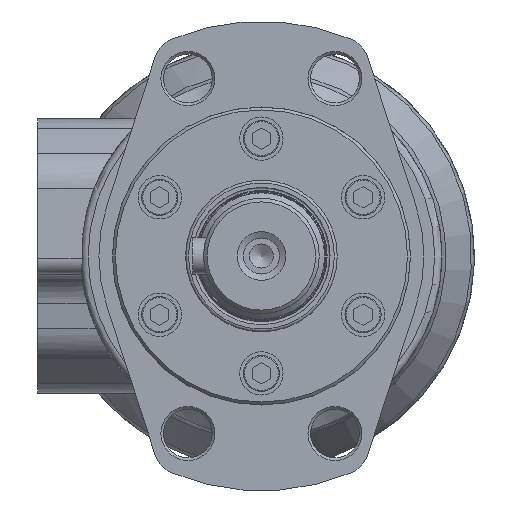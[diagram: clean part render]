
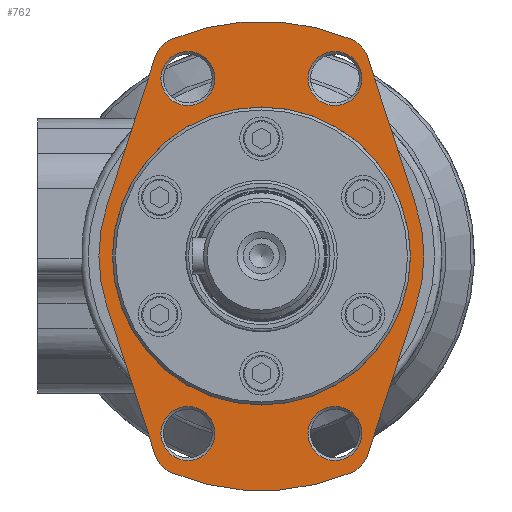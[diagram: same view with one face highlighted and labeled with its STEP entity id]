
A CAD part, left-side view. The second image highlights one B-rep face of the part: STEP entity #762.
In plain terms, the highlighted planar face has unit normal (-1, 0, 0).
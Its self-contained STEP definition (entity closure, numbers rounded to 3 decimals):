
#762 = ADVANCED_FACE( '', ( #1685, #1686, #1687, #1688, #1689, #1690 ), #1691, .F. );
#1685 = FACE_BOUND( '', #2885, .T. );
#1686 = FACE_BOUND( '', #2886, .T. );
#1687 = FACE_BOUND( '', #2887, .T. );
#1688 = FACE_BOUND( '', #2888, .T. );
#1689 = FACE_BOUND( '', #2889, .T. );
#1690 = FACE_OUTER_BOUND( '', #2890, .T. );
#1691 = PLANE( '', #2891 );
#2885 = EDGE_LOOP( '', ( #4528 ) );
#2886 = EDGE_LOOP( '', ( #4529 ) );
#2887 = EDGE_LOOP( '', ( #4530 ) );
#2888 = EDGE_LOOP( '', ( #4531 ) );
#2889 = EDGE_LOOP( '', ( #4532 ) );
#2890 = EDGE_LOOP( '', ( #4533, #4534, #4535, #4536, #4537, #4538, #4539, #4540, #4541, #4542, #4543, #4544 ) );
#2891 = AXIS2_PLACEMENT_3D( '', #4545, #4546, #4547 );
#4528 = ORIENTED_EDGE( '', *, *, #6480, .T. );
#4529 = ORIENTED_EDGE( '', *, *, #6481, .T. );
#4530 = ORIENTED_EDGE( '', *, *, #6482, .T. );
#4531 = ORIENTED_EDGE( '', *, *, #6483, .T. );
#4532 = ORIENTED_EDGE( '', *, *, #6004, .T. );
#4533 = ORIENTED_EDGE( '', *, *, #6484, .F. );
#4534 = ORIENTED_EDGE( '', *, *, #6485, .F. );
#4535 = ORIENTED_EDGE( '', *, *, #6466, .F. );
#4536 = ORIENTED_EDGE( '', *, *, #6486, .F. );
#4537 = ORIENTED_EDGE( '', *, *, #6487, .F. );
#4538 = ORIENTED_EDGE( '', *, *, #6358, .F. );
#4539 = ORIENTED_EDGE( '', *, *, #6488, .F. );
#4540 = ORIENTED_EDGE( '', *, *, #6489, .F. );
#4541 = ORIENTED_EDGE( '', *, *, #6274, .F. );
#4542 = ORIENTED_EDGE( '', *, *, #6490, .F. );
#4543 = ORIENTED_EDGE( '', *, *, #5998, .F. );
#4544 = ORIENTED_EDGE( '', *, *, #6491, .F. );
#4545 = CARTESIAN_POINT( '', ( 0., 21.79, 52.67 ) );
#4546 = DIRECTION( '', ( 1., 0., 0. ) );
#4547 = DIRECTION( '', ( 0., 0., -1. ) );
#5998 = EDGE_CURVE( '', #6881, #6882, #6883, .T. );
#6004 = EDGE_CURVE( '', #6892, #6892, #6893, .T. );
#6274 = EDGE_CURVE( '', #7346, #7347, #7348, .T. );
#6358 = EDGE_CURVE( '', #7484, #7485, #7486, .T. );
#6466 = EDGE_CURVE( '', #7654, #7655, #7656, .T. );
#6480 = EDGE_CURVE( '', #7674, #7674, #7675, .T. );
#6481 = EDGE_CURVE( '', #7676, #7676, #7677, .T. );
#6482 = EDGE_CURVE( '', #7678, #7678, #7679, .T. );
#6483 = EDGE_CURVE( '', #7680, #7680, #7681, .T. );
#6484 = EDGE_CURVE( '', #7682, #7683, #7684, .T. );
#6485 = EDGE_CURVE( '', #7655, #7682, #7685, .T. );
#6486 = EDGE_CURVE( '', #7686, #7654, #7687, .T. );
#6487 = EDGE_CURVE( '', #7485, #7686, #7688, .T. );
#6488 = EDGE_CURVE( '', #7689, #7484, #7690, .T. );
#6489 = EDGE_CURVE( '', #7347, #7689, #7691, .T. );
#6490 = EDGE_CURVE( '', #6882, #7346, #7692, .T. );
#6491 = EDGE_CURVE( '', #7683, #6881, #7693, .T. );
#6881 = VERTEX_POINT( '', #8182 );
#6882 = VERTEX_POINT( '', #8183 );
#6883 = CIRCLE( '', #8184, 8. );
#6892 = VERTEX_POINT( '', #8195 );
#6893 = CIRCLE( '', #8196, 7.48 );
#7346 = VERTEX_POINT( '', #8977 );
#7347 = VERTEX_POINT( '', #8978 );
#7348 = CIRCLE( '', #8979, 45. );
#7484 = VERTEX_POINT( '', #9166 );
#7485 = VERTEX_POINT( '', #9167 );
#7486 = CIRCLE( '', #9168, 65. );
#7654 = VERTEX_POINT( '', #9448 );
#7655 = VERTEX_POINT( '', #9449 );
#7656 = CIRCLE( '', #9450, 45. );
#7674 = VERTEX_POINT( '', #9470 );
#7675 = CIRCLE( '', #9471, 41.275 );
#7676 = VERTEX_POINT( '', #9472 );
#7677 = CIRCLE( '', #9473, 7.48 );
#7678 = VERTEX_POINT( '', #9474 );
#7679 = CIRCLE( '', #9475, 7.48 );
#7680 = VERTEX_POINT( '', #9476 );
#7681 = CIRCLE( '', #9477, 7.48 );
#7682 = VERTEX_POINT( '', #9478 );
#7683 = VERTEX_POINT( '', #9479 );
#7684 = CIRCLE( '', #9480, 8. );
#7685 = LINE( '', #9481, #9482 );
#7686 = VERTEX_POINT( '', #9483 );
#7687 = LINE( '', #9484, #9485 );
#7688 = CIRCLE( '', #9486, 8. );
#7689 = VERTEX_POINT( '', #9487 );
#7690 = CIRCLE( '', #9488, 8. );
#7691 = LINE( '', #9489, #9490 );
#7692 = LINE( '', #9491, #9492 );
#7693 = CIRCLE( '', #9493, 65. );
#8182 = CARTESIAN_POINT( '', ( 0., -24.849, 60.063 ) );
#8183 = CARTESIAN_POINT( '', ( 0., -29.399, 55.143 ) );
#8184 = AXIS2_PLACEMENT_3D( '', #10396, #10397, #10398 );
#8195 = CARTESIAN_POINT( '', ( 0., 20.359, -56.63 ) );
#8196 = AXIS2_PLACEMENT_3D( '', #10407, #10408, #10409 );
#8977 = CARTESIAN_POINT( '', ( 0., -42.798, 13.906 ) );
#8978 = CARTESIAN_POINT( '', ( 0., -42.798, -13.906 ) );
#8979 = AXIS2_PLACEMENT_3D( '', #10776, #10777, #10778 );
#9166 = CARTESIAN_POINT( '', ( 0., -24.849, -60.063 ) );
#9167 = CARTESIAN_POINT( '', ( 0., 24.849, -60.063 ) );
#9168 = AXIS2_PLACEMENT_3D( '', #10910, #10911, #10912 );
#9448 = CARTESIAN_POINT( '', ( 0., 42.798, -13.906 ) );
#9449 = CARTESIAN_POINT( '', ( 0., 42.798, 13.906 ) );
#9450 = AXIS2_PLACEMENT_3D( '', #11051, #11052, #11053 );
#9470 = CARTESIAN_POINT( '', ( 0., 0., -41.275 ) );
#9471 = AXIS2_PLACEMENT_3D( '', #11071, #11072, #11073 );
#9472 = CARTESIAN_POINT( '', ( 0., -20.359, -56.63 ) );
#9473 = AXIS2_PLACEMENT_3D( '', #11074, #11075, #11076 );
#9474 = CARTESIAN_POINT( '', ( 0., 20.359, 41.67 ) );
#9475 = AXIS2_PLACEMENT_3D( '', #11077, #11078, #11079 );
#9476 = CARTESIAN_POINT( '', ( 0., -20.359, 41.67 ) );
#9477 = AXIS2_PLACEMENT_3D( '', #11080, #11081, #11082 );
#9478 = CARTESIAN_POINT( '', ( 0., 29.399, 55.143 ) );
#9479 = CARTESIAN_POINT( '', ( 0., 24.849, 60.063 ) );
#9480 = AXIS2_PLACEMENT_3D( '', #11083, #11084, #11085 );
#9481 = CARTESIAN_POINT( '', ( 0., 42.798, 13.906 ) );
#9482 = VECTOR( '', #11086, 1000. );
#9483 = CARTESIAN_POINT( '', ( 0., 29.399, -55.143 ) );
#9484 = CARTESIAN_POINT( '', ( 0., 29.399, -55.143 ) );
#9485 = VECTOR( '', #11087, 1000. );
#9486 = AXIS2_PLACEMENT_3D( '', #11088, #11089, #11090 );
#9487 = CARTESIAN_POINT( '', ( 0., -29.399, -55.143 ) );
#9488 = AXIS2_PLACEMENT_3D( '', #11091, #11092, #11093 );
#9489 = CARTESIAN_POINT( '', ( 0., -42.798, -13.906 ) );
#9490 = VECTOR( '', #11094, 1000. );
#9491 = CARTESIAN_POINT( '', ( 0., -29.399, 55.143 ) );
#9492 = VECTOR( '', #11095, 1000. );
#9493 = AXIS2_PLACEMENT_3D( '', #11096, #11097, #11098 );
#10396 = CARTESIAN_POINT( '', ( 0., -21.79, 52.67 ) );
#10397 = DIRECTION( '', ( 1., 0., 0. ) );
#10398 = DIRECTION( '', ( 0., 0., -1. ) );
#10407 = CARTESIAN_POINT( '', ( 0., 20.359, -49.15 ) );
#10408 = DIRECTION( '', ( 1., 0., 0. ) );
#10409 = DIRECTION( '', ( 0., 0., -1. ) );
#10776 = CARTESIAN_POINT( '', ( 0., 0., 0. ) );
#10777 = DIRECTION( '', ( 1., 0., 0. ) );
#10778 = DIRECTION( '', ( 0., 0., -1. ) );
#10910 = CARTESIAN_POINT( '', ( 0., 0., 0. ) );
#10911 = DIRECTION( '', ( 1., 0., 0. ) );
#10912 = DIRECTION( '', ( 0., 0., -1. ) );
#11051 = CARTESIAN_POINT( '', ( 0., 0., 0. ) );
#11052 = DIRECTION( '', ( 1., 0., 0. ) );
#11053 = DIRECTION( '', ( 0., 0., -1. ) );
#11071 = CARTESIAN_POINT( '', ( 0., 0., 0. ) );
#11072 = DIRECTION( '', ( 1., 0., 0. ) );
#11073 = DIRECTION( '', ( 0., 0., -1. ) );
#11074 = CARTESIAN_POINT( '', ( 0., -20.359, -49.15 ) );
#11075 = DIRECTION( '', ( 1., 0., 0. ) );
#11076 = DIRECTION( '', ( 0., 0., -1. ) );
#11077 = CARTESIAN_POINT( '', ( 0., 20.359, 49.15 ) );
#11078 = DIRECTION( '', ( 1., 0., 0. ) );
#11079 = DIRECTION( '', ( 0., 0., -1. ) );
#11080 = CARTESIAN_POINT( '', ( 0., -20.359, 49.15 ) );
#11081 = DIRECTION( '', ( 1., 0., 0. ) );
#11082 = DIRECTION( '', ( 0., 0., -1. ) );
#11083 = CARTESIAN_POINT( '', ( 0., 21.79, 52.67 ) );
#11084 = DIRECTION( '', ( 1., 0., 0. ) );
#11085 = DIRECTION( '', ( 0., 0., -1. ) );
#11086 = DIRECTION( '', ( 0., -0.309, 0.951 ) );
#11087 = DIRECTION( '', ( 0., 0.309, 0.951 ) );
#11088 = CARTESIAN_POINT( '', ( 0., 21.79, -52.67 ) );
#11089 = DIRECTION( '', ( 1., 0., 0. ) );
#11090 = DIRECTION( '', ( 0., 0., -1. ) );
#11091 = CARTESIAN_POINT( '', ( 0., -21.79, -52.67 ) );
#11092 = DIRECTION( '', ( 1., 0., 0. ) );
#11093 = DIRECTION( '', ( 0., 0., -1. ) );
#11094 = DIRECTION( '', ( 0., 0.309, -0.951 ) );
#11095 = DIRECTION( '', ( 0., -0.309, -0.951 ) );
#11096 = CARTESIAN_POINT( '', ( 0., 0., 0. ) );
#11097 = DIRECTION( '', ( 1., 0., 0. ) );
#11098 = DIRECTION( '', ( 0., 0., -1. ) );
